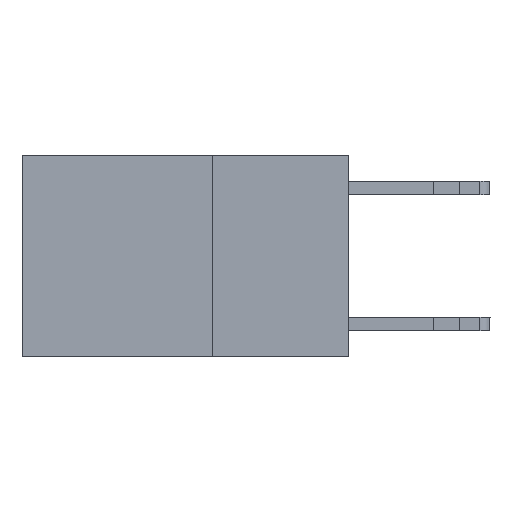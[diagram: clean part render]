
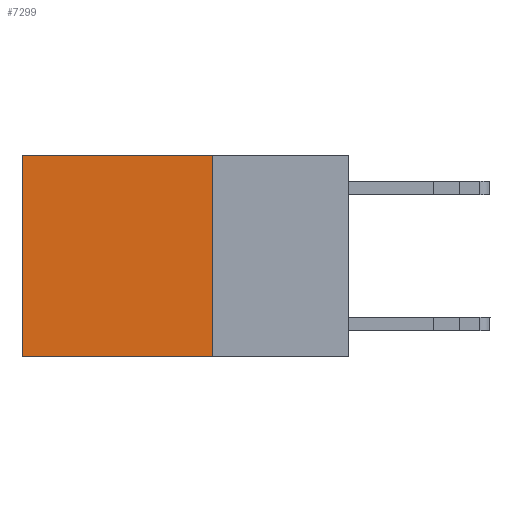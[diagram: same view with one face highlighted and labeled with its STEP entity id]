
A CAD part, left-side view. The second image highlights one B-rep face of the part: STEP entity #7299.
In plain terms, the highlighted planar face has unit normal (-1, 0, 0).
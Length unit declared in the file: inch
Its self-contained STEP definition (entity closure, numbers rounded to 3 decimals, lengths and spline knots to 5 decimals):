
#414 = ORIENTED_EDGE ( 'NONE', *, *, #4933, .T. ) ;
#3469 = VERTEX_POINT ( 'NONE', #5560 ) ;
#4757 = EDGE_LOOP ( 'NONE', ( #5917, #5968, #7003, #414 ) ) ;
#4933 = EDGE_CURVE ( 'NONE', #10388, #17998, #9869, .T. ) ;
#4972 = EDGE_CURVE ( 'NONE', #17998, #10707, #9494, .T. ) ;
#4992 = DIRECTION ( 'NONE',  ( 0., 0., -1. ) ) ;
#5026 = DIRECTION ( 'NONE',  ( 0., 1., 0. ) ) ;
#5298 = CARTESIAN_POINT ( 'NONE',  ( 0.2625, 0.25, -0.37 ) ) ;
#5474 = CARTESIAN_POINT ( 'NONE',  ( 0.2625, 0.25, 0. ) ) ;
#5560 = CARTESIAN_POINT ( 'NONE',  ( 0.2625, 0.25, -0.37 ) ) ;
#5917 = ORIENTED_EDGE ( 'NONE', *, *, #4972, .T. ) ;
#5968 = ORIENTED_EDGE ( 'NONE', *, *, #12776, .F. ) ;
#6323 = CARTESIAN_POINT ( 'NONE',  ( 0.2625, 0.6, -0.37 ) ) ;
#6720 = VECTOR ( 'NONE', #5026, 39.37008 ) ;
#7003 = ORIENTED_EDGE ( 'NONE', *, *, #16440, .F. ) ;
#7030 = LINE ( 'NONE', #5298, #6720 ) ;
#7299 = ADVANCED_FACE ( 'NONE', ( #20234 ), #14527, .F. ) ;
#9048 = VECTOR ( 'NONE', #4992, 39.37008 ) ;
#9185 = LINE ( 'NONE', #5474, #9048 ) ;
#9346 = VECTOR ( 'NONE', #14325, 39.37008 ) ;
#9494 = LINE ( 'NONE', #16781, #9346 ) ;
#9550 = CARTESIAN_POINT ( 'NONE',  ( 0.2625, 0.25, 0. ) ) ;
#9696 = VECTOR ( 'NONE', #18598, 39.37008 ) ;
#9869 = LINE ( 'NONE', #20789, #9696 ) ;
#10388 = VERTEX_POINT ( 'NONE', #9550 ) ;
#10707 = VERTEX_POINT ( 'NONE', #6323 ) ;
#10762 = AXIS2_PLACEMENT_3D ( 'NONE', #16532, #14253, #14142 ) ;
#12776 = EDGE_CURVE ( 'NONE', #3469, #10707, #7030, .T. ) ;
#14142 = DIRECTION ( 'NONE',  ( 0., 0., -1. ) ) ;
#14253 = DIRECTION ( 'NONE',  ( 1., 0., 0. ) ) ;
#14325 = DIRECTION ( 'NONE',  ( 0., 0., -1. ) ) ;
#14527 = PLANE ( 'NONE',  #10762 ) ;
#16440 = EDGE_CURVE ( 'NONE', #10388, #3469, #9185, .T. ) ;
#16532 = CARTESIAN_POINT ( 'NONE',  ( 0.2625, 0.25, 0. ) ) ;
#16781 = CARTESIAN_POINT ( 'NONE',  ( 0.2625, 0.6, 0. ) ) ;
#17998 = VERTEX_POINT ( 'NONE', #20430 ) ;
#18598 = DIRECTION ( 'NONE',  ( 0., 1., 0. ) ) ;
#20234 = FACE_OUTER_BOUND ( 'NONE', #4757, .T. ) ;
#20430 = CARTESIAN_POINT ( 'NONE',  ( 0.2625, 0.6, 0. ) ) ;
#20789 = CARTESIAN_POINT ( 'NONE',  ( 0.2625, 0.25, 0. ) ) ;
